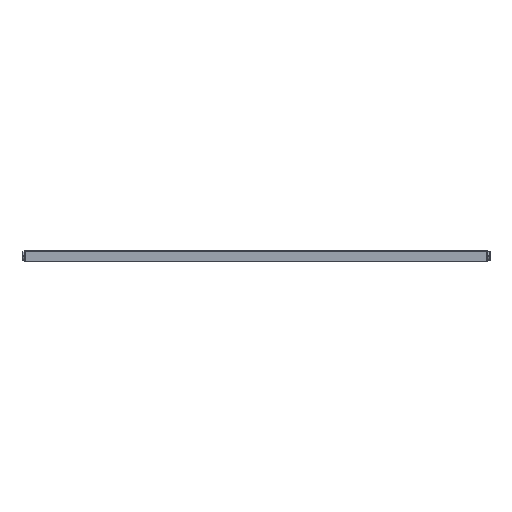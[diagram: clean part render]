
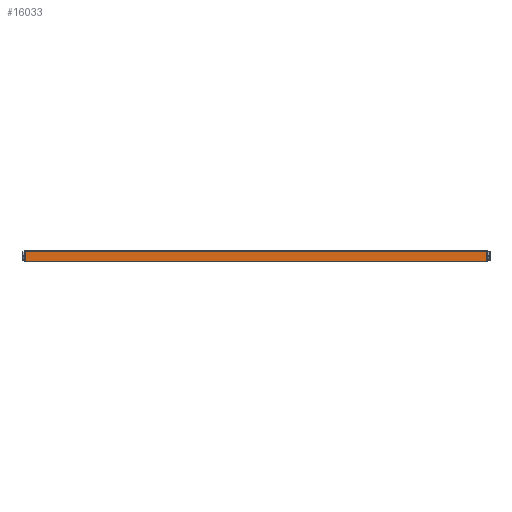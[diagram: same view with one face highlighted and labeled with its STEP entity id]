
A CAD part, front view. The second image highlights one B-rep face of the part: STEP entity #16033.
In plain terms, the highlighted planar face has unit normal (0, -1, 0).
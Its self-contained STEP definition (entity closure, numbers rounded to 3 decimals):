
#11611=FACE_OUTER_BOUND('',#29944,.T.);
#16033=ADVANCED_FACE('',(#11611),#20890,.T.);
#20890=PLANE('',#96090);
#29944=EDGE_LOOP('',(#37605,#37606,#37607,#37608,#37609,#37610,#37611,#37612));
#37605=ORIENTED_EDGE('',*,*,#68975,.T.);
#37606=ORIENTED_EDGE('',*,*,#68976,.T.);
#37607=ORIENTED_EDGE('',*,*,#68977,.T.);
#37608=ORIENTED_EDGE('',*,*,#68978,.T.);
#37609=ORIENTED_EDGE('',*,*,#68979,.T.);
#37610=ORIENTED_EDGE('',*,*,#68980,.T.);
#37611=ORIENTED_EDGE('',*,*,#68981,.T.);
#37612=ORIENTED_EDGE('',*,*,#68982,.T.);
#60593=VERTEX_POINT('',#131972);
#60594=VERTEX_POINT('',#131973);
#60595=VERTEX_POINT('',#131975);
#60596=VERTEX_POINT('',#131977);
#60597=VERTEX_POINT('',#131979);
#60598=VERTEX_POINT('',#131981);
#60599=VERTEX_POINT('',#131983);
#60600=VERTEX_POINT('',#131985);
#68975=EDGE_CURVE('',#60593,#60594,#80727,.T.);
#68976=EDGE_CURVE('',#60594,#60595,#80728,.T.);
#68977=EDGE_CURVE('',#60595,#60596,#80729,.T.);
#68978=EDGE_CURVE('',#60596,#60597,#80730,.T.);
#68979=EDGE_CURVE('',#60597,#60598,#80731,.T.);
#68980=EDGE_CURVE('',#60598,#60599,#80732,.T.);
#68981=EDGE_CURVE('',#60599,#60600,#80733,.T.);
#68982=EDGE_CURVE('',#60600,#60593,#80734,.T.);
#80727=LINE('',#131971,#88619);
#80728=LINE('',#131974,#88620);
#80729=LINE('',#131976,#88621);
#80730=LINE('',#131978,#88622);
#80731=LINE('',#131980,#88623);
#80732=LINE('',#131982,#88624);
#80733=LINE('',#131984,#88625);
#80734=LINE('',#131986,#88626);
#88619=VECTOR('',#105494,1.);
#88620=VECTOR('',#105495,1.);
#88621=VECTOR('',#105496,1.);
#88622=VECTOR('',#105497,1.);
#88623=VECTOR('',#105498,1.);
#88624=VECTOR('',#105499,1.);
#88625=VECTOR('',#105500,1.);
#88626=VECTOR('',#105501,1.);
#96090=AXIS2_PLACEMENT_3D('',#131987,#105502,#105503);
#105494=DIRECTION('',(1.,0.,0.));
#105495=DIRECTION('',(0.577,0.,0.816));
#105496=DIRECTION('',(0.,0.,1.));
#105497=DIRECTION('',(-0.577,0.,0.816));
#105498=DIRECTION('',(-1.,0.,0.));
#105499=DIRECTION('',(-0.577,0.,-0.816));
#105500=DIRECTION('',(0.,0.,-1.));
#105501=DIRECTION('',(0.577,0.,-0.816));
#105502=DIRECTION('',(0.,-1.,0.));
#105503=DIRECTION('',(0.,0.,-1.));
#131971=CARTESIAN_POINT('',(240.,-11.988,0.184));
#131972=CARTESIAN_POINT('',(0.698,-11.988,0.184));
#131973=CARTESIAN_POINT('',(479.302,-11.988,0.184));
#131974=CARTESIAN_POINT('',(399.299,-11.988,-112.958));
#131975=CARTESIAN_POINT('',(479.5,-11.988,0.464));
#131976=CARTESIAN_POINT('',(479.5,-11.988,-0.316));
#131977=CARTESIAN_POINT('',(479.5,-11.988,9.904));
#131978=CARTESIAN_POINT('',(404.484,-11.988,115.992));
#131979=CARTESIAN_POINT('',(479.302,-11.988,10.184));
#131980=CARTESIAN_POINT('',(240.,-11.988,10.184));
#131981=CARTESIAN_POINT('',(0.698,-11.988,10.184));
#131982=CARTESIAN_POINT('',(75.516,-11.988,115.992));
#131983=CARTESIAN_POINT('',(0.5,-11.988,9.904));
#131984=CARTESIAN_POINT('',(0.5,-11.988,-0.316));
#131985=CARTESIAN_POINT('',(0.5,-11.988,0.464));
#131986=CARTESIAN_POINT('',(80.701,-11.988,-112.958));
#131987=CARTESIAN_POINT('',(240.,-11.988,-0.316));
